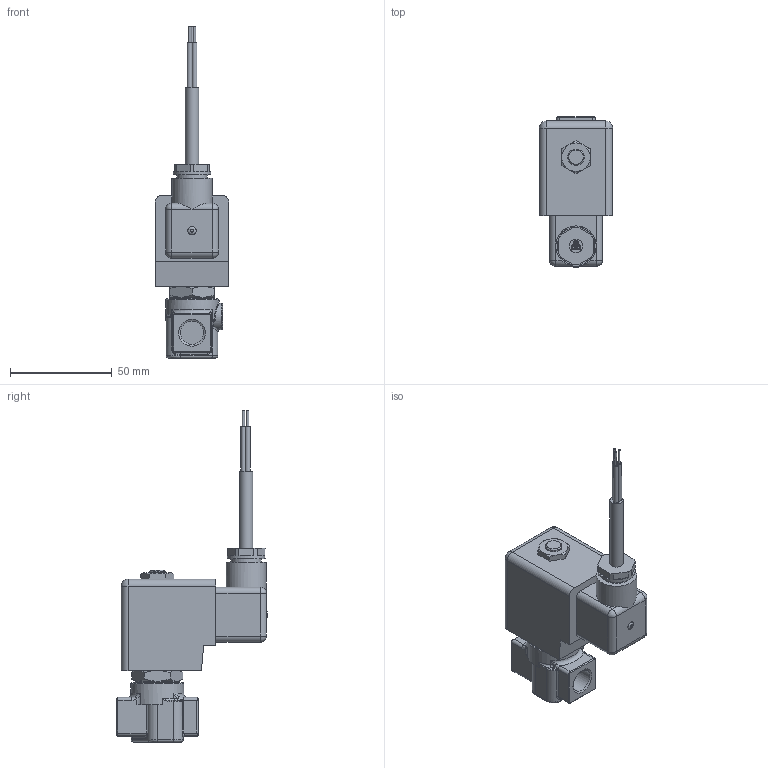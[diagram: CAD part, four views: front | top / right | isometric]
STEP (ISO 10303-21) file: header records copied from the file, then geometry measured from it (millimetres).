
FILE_DESCRIPTION(/* description */ ('3D-Modell'),/* implementation_level */ '2;1');
FILE_NAME(/* name */ 'A7242-1002-.148.stp',/* time_stamp */ '2019-11-27T07:56:04+01:00',/* author */ ('EFast'),/* organization */ (''),/* preprocessor_version */ 'ST-DEVELOPER v16.1',/* originating_system */ 'Autodesk Inventor 2016',/* authorisation */ '');
FILE_SCHEMA (('AUTOMOTIVE_DESIGN { 1 0 10303 214 3 1 1 }'));
Length unit declared in the file: millimetre
Products named in the file (1): 88-004415
Bounding box: 36 x 74.1 x 163.18 mm (x, y, z)
Volume: 117665 mm3; surface area: 21110.7 mm2
Topology: 1 solids, 1 shells, 249 faces, 597 edges, 351 vertices
Faces by surface type: plane 93, cylinder 70, bspline 35, cone 26, torus 18, sphere 7
Full cylindrical faces by diameter (mm): 1.2 x3, 4.917 x2, 6.5 x1, 8 x1, 11.445 x2, 13 x1, 15 x1, 18.5 x1, 19.8 x1, 21.85 x1
Entity records: 7809 total; most frequent: CARTESIAN_POINT 2463, ORIENTED_EDGE 1104, DIRECTION 1093, EDGE_CURVE 549, AXIS2_PLACEMENT_3D 444, VERTEX_POINT 340, EDGE_LOOP 287, FACE_OUTER_BOUND 249
